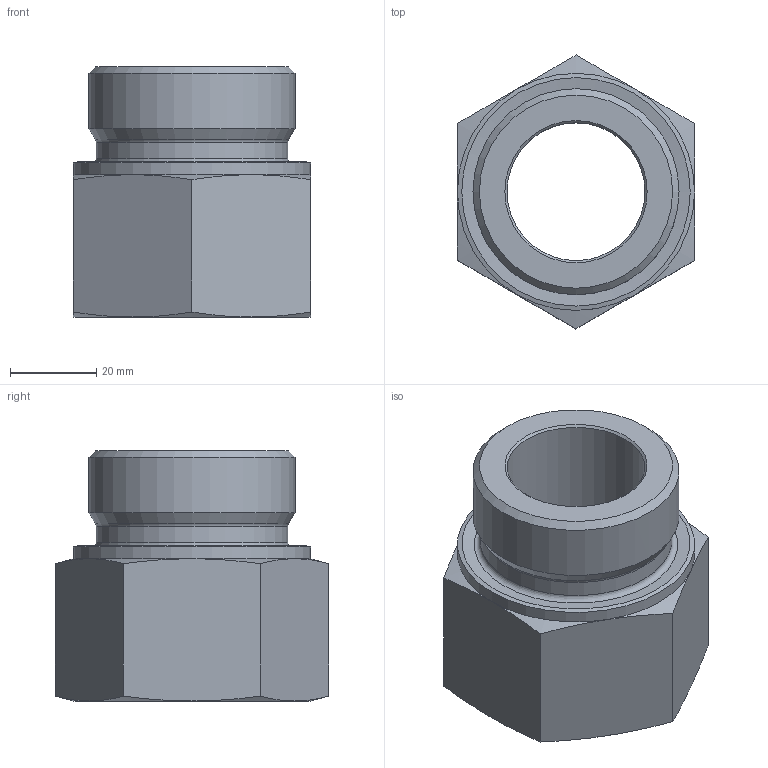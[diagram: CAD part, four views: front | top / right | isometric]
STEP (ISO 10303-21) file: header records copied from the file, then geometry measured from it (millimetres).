
FILE_DESCRIPTION((''),'2;1');
FILE_NAME('715016454.stp','2014-09-02T11:00:08',(''),('KNOMI spol. s r. o.'),'Autodesk Inventor 2012','Autodesk Inventor 2012','');
FILE_SCHEMA(('AUTOMOTIVE_DESIGN { 1 2 10303 214 0 1 1 1 }'));
Length unit declared in the file: millimetre
Products named in the file (1): RIBR  G1 1/2" -G1 1/4"
Bounding box: 55.03 x 63.51 x 58 mm (x, y, z)
Volume: 73949.7 mm3; surface area: 19875.2 mm2
Topology: 1 solids, 1 shells, 35 faces, 75 edges, 43 vertices
Faces by surface type: cone 19, plane 9, cylinder 5, torus 2
Full cylindrical faces by diameter (mm): 32 x1, 38.952 x1, 44.5 x1, 47.803 x1, 55 x1
Entity records: 838 total; most frequent: CARTESIAN_POINT 182, DIRECTION 134, ORIENTED_EDGE 116, AXIS2_PLACEMENT_3D 64, EDGE_CURVE 58, EDGE_LOOP 52, VERTEX_POINT 40, FACE_OUTER_BOUND 35
